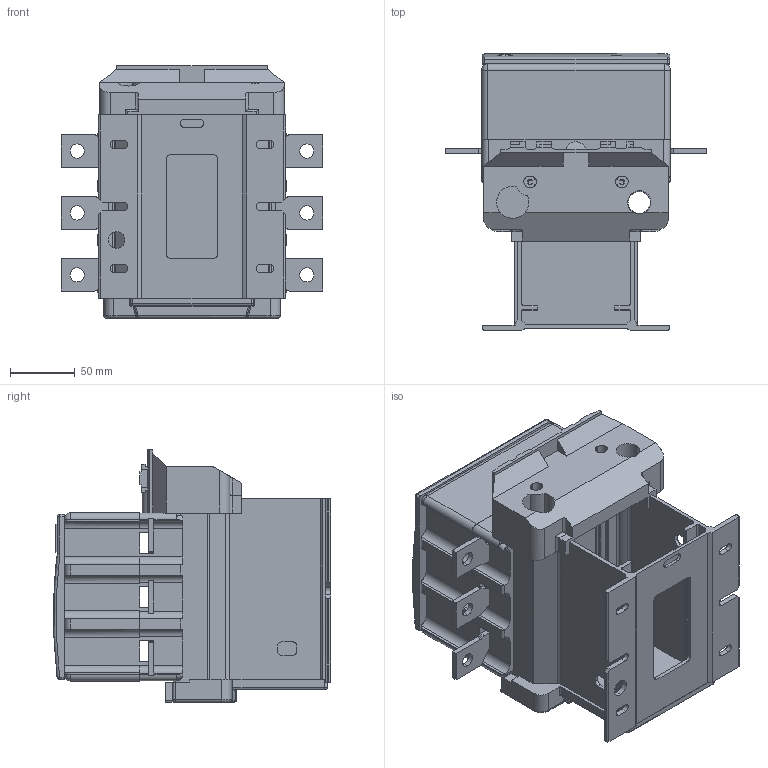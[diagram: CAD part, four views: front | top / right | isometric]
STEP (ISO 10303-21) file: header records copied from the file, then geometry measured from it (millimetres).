
FILE_DESCRIPTION(('STEP AP214'),'1');
FILE_NAME(' ',' ',('TraceParts'),('TraceParts S.A.'),'XStep 1.0',' ',' ');
FILE_SCHEMA(('automotive_design'));
Length unit declared in the file: millimetre
Products named in the file (1): 1
Bounding box: 203 x 214.82 x 195.5 mm (x, y, z)
Volume: 2263107.2 mm3; surface area: 350688.4 mm2
Topology: 1 solids, 1 shells, 869 faces, 2442 edges, 1573 vertices
Faces by surface type: plane 502, cylinder 325, sphere 16, bspline 16, torus 10
Entity records: 28963 total; most frequent: CARTESIAN_POINT 6155, ORIENTED_EDGE 4852, DIRECTION 4702, EDGE_CURVE 2426, LINE 1670, VECTOR 1670, VERTEX_POINT 1573, AXIS2_PLACEMENT_3D 1516
